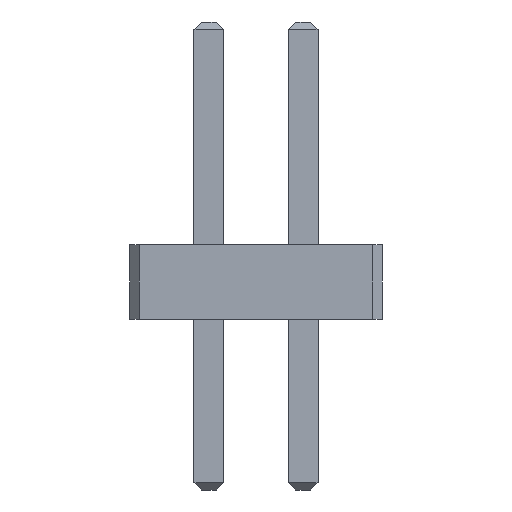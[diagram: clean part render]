
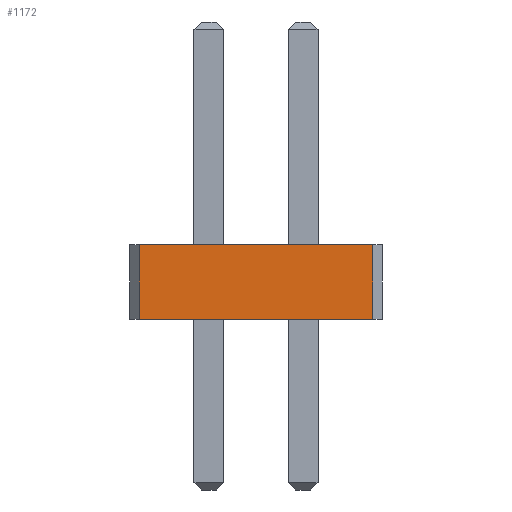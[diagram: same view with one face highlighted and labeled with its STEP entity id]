
A CAD part, front view. The second image highlights one B-rep face of the part: STEP entity #1172.
In plain terms, the highlighted planar face has unit normal (0, -1, 0).
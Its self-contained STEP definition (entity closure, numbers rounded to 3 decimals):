
#13=DIRECTION('',(0.,0.,1.));
#27=VECTOR('',#13,1.);
#67=DIRECTION('',(1.,0.,0.));
#1159=VERTEX_POINT('',#1160);
#1160=CARTESIAN_POINT('',(-0.938,-24.765,1.));
#1163=EDGE_CURVE('',#1164,#1159,#1166,.T.);
#1164=VERTEX_POINT('',#1165);
#1165=CARTESIAN_POINT('',(-0.938,-24.765,0.));
#1166=LINE('',#1165,#27);
#1172=ADVANCED_FACE('',(#1173),#1190,.F.);
#1173=FACE_BOUND('',#1174,.F.);
#1174=EDGE_LOOP('',(#1175,#1176,#1182,#1187));
#1175=ORIENTED_EDGE('',*,*,#1163,.T.);
#1176=ORIENTED_EDGE('',*,*,#1177,.T.);
#1177=EDGE_CURVE('',#1159,#1178,#1180,.T.);
#1178=VERTEX_POINT('',#1179);
#1179=CARTESIAN_POINT('',(2.208,-24.765,1.));
#1180=LINE('',#1160,#1181);
#1181=VECTOR('',#67,1.);
#1182=ORIENTED_EDGE('',*,*,#1183,.F.);
#1183=EDGE_CURVE('',#1184,#1178,#1186,.T.);
#1184=VERTEX_POINT('',#1185);
#1185=CARTESIAN_POINT('',(2.208,-24.765,0.));
#1186=LINE('',#1185,#27);
#1187=ORIENTED_EDGE('',*,*,#1188,.F.);
#1188=EDGE_CURVE('',#1164,#1184,#1189,.T.);
#1189=LINE('',#1165,#1181);
#1190=PLANE('',#1191);
#1191=AXIS2_PLACEMENT_3D('',#1165,#1192,#67);
#1192=DIRECTION('',(0.,1.,0.));
